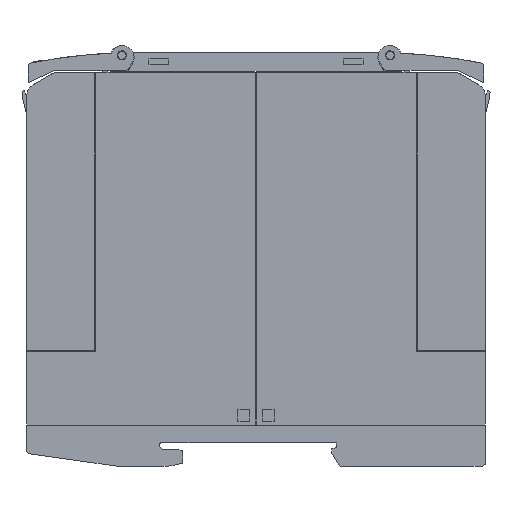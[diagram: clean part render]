
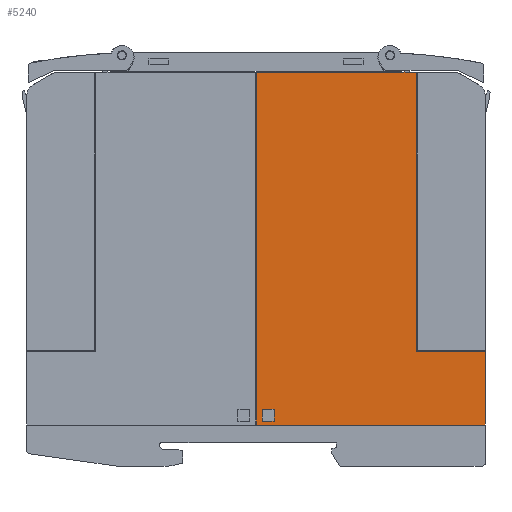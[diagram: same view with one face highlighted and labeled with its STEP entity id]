
A CAD part, left-side view. The second image highlights one B-rep face of the part: STEP entity #5240.
In plain terms, the highlighted planar face has unit normal (-1, 0, 0).
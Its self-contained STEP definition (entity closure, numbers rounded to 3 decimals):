
#5240=ADVANCED_FACE('',(#10677,#10678),#10679,.T.);
#10677=FACE_BOUND('',#16181,.T.);
#10678=FACE_OUTER_BOUND('',#16182,.T.);
#10679=PLANE('',#16183);
#16181=EDGE_LOOP('',(#32826,#32827,#32828,#32829));
#16182=EDGE_LOOP('',(#32830,#32831,#32832,#32833,#32834,#32835));
#16183=AXIS2_PLACEMENT_3D('',#32836,#32837,#32838);
#32826=ORIENTED_EDGE('',*,*,#39987,.T.);
#32827=ORIENTED_EDGE('',*,*,#39963,.T.);
#32828=ORIENTED_EDGE('',*,*,#39971,.T.);
#32829=ORIENTED_EDGE('',*,*,#39984,.T.);
#32830=ORIENTED_EDGE('',*,*,#35570,.T.);
#32831=ORIENTED_EDGE('',*,*,#35596,.T.);
#32832=ORIENTED_EDGE('',*,*,#39994,.T.);
#32833=ORIENTED_EDGE('',*,*,#39977,.F.);
#32834=ORIENTED_EDGE('',*,*,#39995,.T.);
#32835=ORIENTED_EDGE('',*,*,#39990,.T.);
#32836=CARTESIAN_POINT('',(0.0,25.949,9.001));
#32837=DIRECTION('',(-1.0,0.0,0.0));
#32838=DIRECTION('',(0.0,-1.0,0.0));
#35570=EDGE_CURVE('',#43401,#43405,#43407,.T.);
#35596=EDGE_CURVE('',#43405,#43457,#43458,.T.);
#39963=EDGE_CURVE('',#49912,#49910,#49913,.T.);
#39971=EDGE_CURVE('',#49910,#49921,#49923,.T.);
#39977=EDGE_CURVE('',#49932,#49934,#49935,.T.);
#39984=EDGE_CURVE('',#49921,#49944,#49946,.T.);
#39987=EDGE_CURVE('',#49944,#49912,#49949,.T.);
#39990=EDGE_CURVE('',#49952,#43401,#49953,.T.);
#39994=EDGE_CURVE('',#43457,#49934,#49958,.T.);
#39995=EDGE_CURVE('',#49932,#49952,#49959,.T.);
#43401=VERTEX_POINT('',#55399);
#43405=VERTEX_POINT('',#55405);
#43407=LINE('',#55408,#55409);
#43457=VERTEX_POINT('',#55483);
#43458=LINE('',#55484,#55485);
#49910=VERTEX_POINT('',#65200);
#49912=VERTEX_POINT('',#65203);
#49913=LINE('',#65204,#65205);
#49921=VERTEX_POINT('',#65217);
#49923=LINE('',#65220,#65221);
#49932=VERTEX_POINT('',#65233);
#49934=VERTEX_POINT('',#65236);
#49935=LINE('',#65237,#65238);
#49944=VERTEX_POINT('',#65251);
#49946=LINE('',#65254,#65255);
#49949=LINE('',#65259,#65260);
#49952=VERTEX_POINT('',#65263);
#49953=LINE('',#65264,#65265);
#49958=LINE('',#65272,#65273);
#49959=LINE('',#65274,#65275);
#55399=CARTESIAN_POINT('',(0.0,0.999,25.101));
#55405=CARTESIAN_POINT('',(0.0,16.099,25.101));
#55408=CARTESIAN_POINT('',(0.0,17.224,25.101));
#55409=VECTOR('',#67819,1.0);
#55483=CARTESIAN_POINT('',(0.0,16.099,85.801));
#55484=CARTESIAN_POINT('',(0.0,16.099,32.226));
#55485=VECTOR('',#67844,1.0);
#65200=CARTESIAN_POINT('',(0.0,46.999,12.401));
#65203=CARTESIAN_POINT('',(0.0,49.599,12.401));
#65204=CARTESIAN_POINT('',(0.0,37.124,12.401));
#65205=VECTOR('',#72021,1.0);
#65217=CARTESIAN_POINT('',(0.0,46.999,9.801));
#65220=CARTESIAN_POINT('',(0.0,46.999,10.051));
#65221=VECTOR('',#72027,1.0);
#65233=CARTESIAN_POINT('',(0.0,50.899,9.001));
#65236=CARTESIAN_POINT('',(0.0,50.899,85.801));
#65237=CARTESIAN_POINT('',(0.0,50.899,9.001));
#65238=VECTOR('',#72032,1.0);
#65251=CARTESIAN_POINT('',(0.0,49.599,9.801));
#65254=CARTESIAN_POINT('',(0.0,37.124,9.801));
#65255=VECTOR('',#72038,1.0);
#65259=CARTESIAN_POINT('',(0.0,49.599,10.051));
#65260=VECTOR('',#72040,1.0);
#65263=CARTESIAN_POINT('',(0.0,0.999,9.001));
#65264=CARTESIAN_POINT('',(0.0,0.999,9.001));
#65265=VECTOR('',#72041,1.0);
#65272=CARTESIAN_POINT('',(0.0,50.899,85.801));
#65273=VECTOR('',#72044,1.0);
#65274=CARTESIAN_POINT('',(0.0,50.899,9.001));
#65275=VECTOR('',#72045,1.0);
#67819=DIRECTION('',(0.0,1.0,-0.0));
#67844=DIRECTION('',(0.0,0.0,1.0));
#72021=DIRECTION('',(-0.0,-1.0,-0.0));
#72027=DIRECTION('',(-0.0,-0.0,-1.0));
#72032=DIRECTION('',(0.0,0.0,1.0));
#72038=DIRECTION('',(0.0,1.0,-0.0));
#72040=DIRECTION('',(0.0,0.0,1.0));
#72041=DIRECTION('',(0.0,0.0,1.0));
#72044=DIRECTION('',(0.0,1.0,-0.0));
#72045=DIRECTION('',(0.0,-1.0,0.0));
